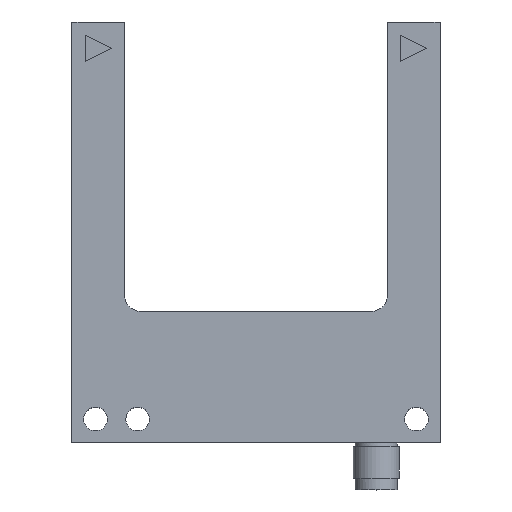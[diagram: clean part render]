
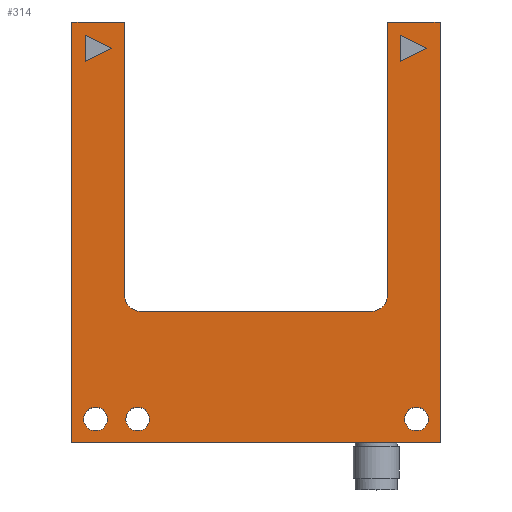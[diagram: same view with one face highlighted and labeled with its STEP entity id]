
A CAD part, top view. The second image highlights one B-rep face of the part: STEP entity #314.
In plain terms, the highlighted planar face has unit normal (0, 0, 1).
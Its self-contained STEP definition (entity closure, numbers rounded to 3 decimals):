
#170=EDGE_CURVE('',#286,#468,#469,.T.);
#192=EDGE_CURVE('',#442,#350,#504,.T.);
#198=EDGE_CURVE('',#306,#512,#513,.T.);
#202=EDGE_CURVE('',#468,#286,#517,.T.);
#206=EDGE_CURVE('',#322,#372,#521,.T.);
#236=EDGE_CURVE('',#557,#316,#558,.T.);
#246=EDGE_CURVE('',#290,#380,#569,.T.);
#268=EDGE_CURVE('',#598,#278,#599,.T.);
#278=VERTEX_POINT('',#614);
#282=EDGE_CURVE('',#348,#442,#618,.T.);
#286=VERTEX_POINT('',#622);
#290=VERTEX_POINT('',#627);
#304=EDGE_CURVE('',#645,#362,#646,.T.);
#306=VERTEX_POINT('',#648);
#308=VERTEX_POINT('',#650);
#314=ADVANCED_FACE('',(#657,#658,#659,#660,#661,#662),#663,.T.);
#316=VERTEX_POINT('',#665);
#318=EDGE_CURVE('',#512,#348,#667,.T.);
#322=VERTEX_POINT('',#671);
#344=EDGE_CURVE('',#380,#598,#699,.T.);
#348=VERTEX_POINT('',#703);
#350=VERTEX_POINT('',#705);
#358=EDGE_CURVE('',#316,#557,#715,.T.);
#362=VERTEX_POINT('',#719);
#366=EDGE_CURVE('',#278,#306,#724,.T.);
#372=VERTEX_POINT('',#732);
#374=EDGE_CURVE('',#372,#308,#734,.T.);
#378=EDGE_CURVE('',#350,#322,#738,.T.);
#380=VERTEX_POINT('',#740);
#394=EDGE_CURVE('',#362,#645,#759,.T.);
#406=EDGE_CURVE('',#308,#290,#772,.T.);
#442=VERTEX_POINT('',#818);
#468=VERTEX_POINT('',#836);
#469=CIRCLE('',#837,2.25);
#504=LINE('',#877,#878);
#512=VERTEX_POINT('',#888);
#513=CIRCLE('',#889,3.0);
#517=CIRCLE('',#894,2.25);
#521=LINE('',#899,#900);
#557=VERTEX_POINT('',#948);
#558=CIRCLE('',#949,2.25);
#569=LINE('',#967,#968);
#598=VERTEX_POINT('',#1007);
#599=CIRCLE('',#1008,3.0);
#614=CARTESIAN_POINT('',(-22.0,-10.511,5.0));
#618=LINE('',#1029,#1030);
#622=CARTESIAN_POINT('',(28.25,-31.011,5.0));
#627=CARTESIAN_POINT('',(-25.0,44.489,5.0));
#645=VERTEX_POINT('',#1060);
#646=CIRCLE('',#1061,2.25);
#648=CARTESIAN_POINT('',(22.0,-10.511,5.0));
#650=CARTESIAN_POINT('',(-35.0,44.489,5.0));
#657=FACE_BOUND('',#1073,.T.);
#658=FACE_BOUND('',#1074,.T.);
#659=FACE_OUTER_BOUND('',#1075,.T.);
#660=FACE_BOUND('',#1076,.T.);
#661=FACE_BOUND('',#1077,.T.);
#662=FACE_BOUND('',#1078,.T.);
#663=PLANE('',#1079);
#665=CARTESIAN_POINT('',(-32.75,-31.011,5.0));
#667=CIRCLE('',#1084,3.0);
#671=CARTESIAN_POINT('',(35.0,-35.511,5.0));
#699=CIRCLE('',#1123,3.0);
#703=CARTESIAN_POINT('',(25.0,-7.511,5.0));
#705=CARTESIAN_POINT('',(35.0,44.489,5.0));
#715=CIRCLE('',#1142,2.25);
#719=CARTESIAN_POINT('',(-24.75,-31.011,5.0));
#724=LINE('',#1153,#1154);
#732=CARTESIAN_POINT('',(-35.0,-35.511,5.0));
#734=LINE('',#1166,#1167);
#738=LINE('',#1174,#1175);
#740=CARTESIAN_POINT('',(-25.0,-7.511,5.0));
#759=CIRCLE('',#1196,2.25);
#772=LINE('',#1213,#1214);
#818=CARTESIAN_POINT('',(25.0,44.489,5.0));
#836=CARTESIAN_POINT('',(32.75,-31.011,5.0));
#837=AXIS2_PLACEMENT_3D('',#1280,#1281,#1282);
#877=CARTESIAN_POINT('',(25.0,44.489,5.0));
#878=VECTOR('',#1355,1.0);
#888=CARTESIAN_POINT('',(24.121,-9.632,5.0));
#889=AXIS2_PLACEMENT_3D('',#1367,#1368,#1369);
#894=AXIS2_PLACEMENT_3D('',#1370,#1371,#1372);
#899=CARTESIAN_POINT('',(35.0,-35.511,5.0));
#900=VECTOR('',#1373,1.0);
#948=CARTESIAN_POINT('',(-28.25,-31.011,5.0));
#949=AXIS2_PLACEMENT_3D('',#1421,#1422,#1423);
#967=CARTESIAN_POINT('',(-25.0,44.489,5.0));
#968=VECTOR('',#1436,1.0);
#1007=CARTESIAN_POINT('',(-24.121,-9.632,5.0));
#1008=AXIS2_PLACEMENT_3D('',#1482,#1483,#1484);
#1029=CARTESIAN_POINT('',(25.0,-7.511,5.0));
#1030=VECTOR('',#1518,1.0);
#1060=CARTESIAN_POINT('',(-20.25,-31.011,5.0));
#1061=AXIS2_PLACEMENT_3D('',#1560,#1561,#1562);
#1073=EDGE_LOOP('',(#1567,#1568,#1569));
#1074=EDGE_LOOP('',(#1570,#1571,#1572));
#1075=EDGE_LOOP('',(#1573,#1574,#1575,#1576,#1577,#1578,#1579,#1580,#1581,#1582,#1583,#1584));
#1076=EDGE_LOOP('',(#1585,#1586));
#1077=EDGE_LOOP('',(#1587,#1588));
#1078=EDGE_LOOP('',(#1589,#1590));
#1079=AXIS2_PLACEMENT_3D('',#1591,#1592,#1593);
#1084=AXIS2_PLACEMENT_3D('',#1594,#1595,#1596);
#1123=AXIS2_PLACEMENT_3D('',#1644,#1645,#1646);
#1142=AXIS2_PLACEMENT_3D('',#1669,#1670,#1671);
#1153=CARTESIAN_POINT('',(-22.0,-10.511,5.0));
#1154=VECTOR('',#1681,1.0);
#1166=CARTESIAN_POINT('',(-35.0,-35.511,5.0));
#1167=VECTOR('',#1693,1.0);
#1174=CARTESIAN_POINT('',(35.0,44.489,5.0));
#1175=VECTOR('',#1695,1.0);
#1196=AXIS2_PLACEMENT_3D('',#1730,#1731,#1732);
#1213=CARTESIAN_POINT('',(-35.0,44.489,5.0));
#1214=VECTOR('',#1745,1.0);
#1280=CARTESIAN_POINT('',(30.5,-31.011,5.0));
#1281=DIRECTION('',(0.0,0.0,-1.0));
#1282=DIRECTION('',(1.0,0.0,0.0));
#1355=DIRECTION('',(1.0,0.0,0.0));
#1367=CARTESIAN_POINT('',(22.0,-7.511,5.0));
#1368=DIRECTION('',(0.0,0.0,1.0));
#1369=DIRECTION('',(0.707,-0.707,0.0));
#1370=CARTESIAN_POINT('',(30.5,-31.011,5.0));
#1371=DIRECTION('',(0.0,0.0,-1.0));
#1372=DIRECTION('',(1.0,0.0,0.0));
#1373=DIRECTION('',(-1.0,0.0,0.0));
#1421=CARTESIAN_POINT('',(-30.5,-31.011,5.0));
#1422=DIRECTION('',(0.0,0.0,-1.0));
#1423=DIRECTION('',(1.0,0.0,0.0));
#1436=DIRECTION('',(0.0,-1.0,0.));
#1482=CARTESIAN_POINT('',(-22.0,-7.511,5.0));
#1483=DIRECTION('',(0.0,0.0,1.0));
#1484=DIRECTION('',(-0.707,-0.707,0.0));
#1518=DIRECTION('',(0.0,1.0,0.));
#1560=CARTESIAN_POINT('',(-22.5,-31.011,5.0));
#1561=DIRECTION('',(0.0,0.0,-1.0));
#1562=DIRECTION('',(1.0,0.0,0.0));
#1567=ORIENTED_EDGE('',*,*,#1879,.T.);
#1568=ORIENTED_EDGE('',*,*,#1885,.T.);
#1569=ORIENTED_EDGE('',*,*,#1865,.T.);
#1570=ORIENTED_EDGE('',*,*,#1891,.T.);
#1571=ORIENTED_EDGE('',*,*,#1906,.T.);
#1572=ORIENTED_EDGE('',*,*,#1907,.T.);
#1573=ORIENTED_EDGE('',*,*,#374,.F.);
#1574=ORIENTED_EDGE('',*,*,#206,.F.);
#1575=ORIENTED_EDGE('',*,*,#378,.F.);
#1576=ORIENTED_EDGE('',*,*,#192,.F.);
#1577=ORIENTED_EDGE('',*,*,#282,.F.);
#1578=ORIENTED_EDGE('',*,*,#318,.F.);
#1579=ORIENTED_EDGE('',*,*,#198,.F.);
#1580=ORIENTED_EDGE('',*,*,#366,.F.);
#1581=ORIENTED_EDGE('',*,*,#268,.F.);
#1582=ORIENTED_EDGE('',*,*,#344,.F.);
#1583=ORIENTED_EDGE('',*,*,#246,.F.);
#1584=ORIENTED_EDGE('',*,*,#406,.F.);
#1585=ORIENTED_EDGE('',*,*,#170,.T.);
#1586=ORIENTED_EDGE('',*,*,#202,.T.);
#1587=ORIENTED_EDGE('',*,*,#394,.T.);
#1588=ORIENTED_EDGE('',*,*,#304,.T.);
#1589=ORIENTED_EDGE('',*,*,#358,.T.);
#1590=ORIENTED_EDGE('',*,*,#236,.T.);
#1591=CARTESIAN_POINT('',(0.0,1.213,5.0));
#1592=DIRECTION('',(0.0,0.0,1.0));
#1593=DIRECTION('',(1.0,0.0,0.0));
#1594=CARTESIAN_POINT('',(22.0,-7.511,5.0));
#1595=DIRECTION('',(0.0,0.0,1.0));
#1596=DIRECTION('',(0.707,-0.707,0.0));
#1644=CARTESIAN_POINT('',(-22.0,-7.511,5.0));
#1645=DIRECTION('',(0.0,0.0,1.0));
#1646=DIRECTION('',(-0.707,-0.707,0.0));
#1669=CARTESIAN_POINT('',(-30.5,-31.011,5.0));
#1670=DIRECTION('',(0.0,0.0,-1.0));
#1671=DIRECTION('',(1.0,0.0,0.0));
#1681=DIRECTION('',(1.0,0.0,0.0));
#1693=DIRECTION('',(0.0,1.0,0.));
#1695=DIRECTION('',(0.0,-1.0,0.));
#1730=CARTESIAN_POINT('',(-22.5,-31.011,5.0));
#1731=DIRECTION('',(0.0,0.0,-1.0));
#1732=DIRECTION('',(1.0,0.0,0.0));
#1745=DIRECTION('',(1.0,0.0,0.0));
#1865=EDGE_CURVE('',#1996,#1997,#1998,.T.);
#1879=EDGE_CURVE('',#1997,#2015,#2016,.T.);
#1885=EDGE_CURVE('',#2015,#1996,#2022,.T.);
#1891=EDGE_CURVE('',#2028,#2029,#2030,.T.);
#1906=EDGE_CURVE('',#2029,#2048,#2049,.T.);
#1907=EDGE_CURVE('',#2048,#2028,#2050,.T.);
#1996=VERTEX_POINT('',#2152);
#1997=VERTEX_POINT('',#2153);
#1998=LINE('',#2154,#2155);
#2015=VERTEX_POINT('',#2180);
#2016=LINE('',#2181,#2182);
#2022=LINE('',#2191,#2192);
#2028=VERTEX_POINT('',#2199);
#2029=VERTEX_POINT('',#2200);
#2030=LINE('',#2201,#2202);
#2048=VERTEX_POINT('',#2227);
#2049=LINE('',#2228,#2229);
#2050=LINE('',#2230,#2231);
#2152=CARTESIAN_POINT('',(27.5,37.0,5.0));
#2153=CARTESIAN_POINT('',(27.5,42.0,5.0));
#2154=CARTESIAN_POINT('',(27.5,19.106,5.0));
#2155=VECTOR('',#2336,1.0);
#2180=CARTESIAN_POINT('',(32.5,39.5,5.0));
#2181=CARTESIAN_POINT('',(24.657,43.421,5.0));
#2182=VECTOR('',#2345,1.0);
#2191=CARTESIAN_POINT('',(11.843,29.171,5.0));
#2192=VECTOR('',#2349,1.0);
#2199=CARTESIAN_POINT('',(-32.5,42.0,5.0));
#2200=CARTESIAN_POINT('',(-27.5,39.5,5.0));
#2201=CARTESIAN_POINT('',(-11.343,31.421,5.0));
#2202=VECTOR('',#2351,1.0);
#2227=CARTESIAN_POINT('',(-32.5,37.0,5.0));
#2228=CARTESIAN_POINT('',(-24.157,41.171,5.0));
#2229=VECTOR('',#2359,1.0);
#2230=CARTESIAN_POINT('',(-32.5,19.106,5.0));
#2231=VECTOR('',#2360,1.0);
#2336=DIRECTION('',(0.0,1.0,0.0));
#2345=DIRECTION('',(0.894,-0.447,0.0));
#2349=DIRECTION('',(-0.894,-0.447,0.0));
#2351=DIRECTION('',(0.894,-0.447,0.0));
#2359=DIRECTION('',(-0.894,-0.447,0.0));
#2360=DIRECTION('',(0.0,1.0,0.0));
